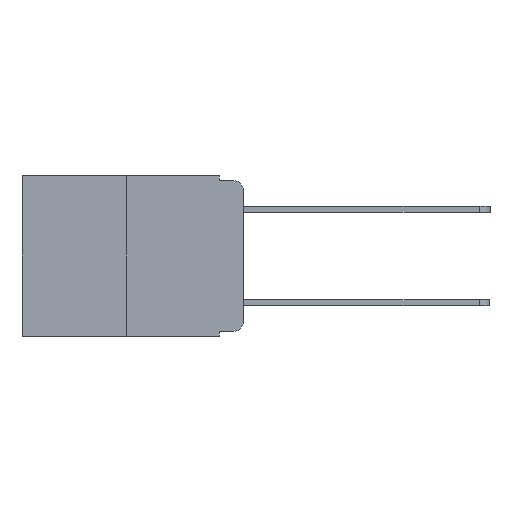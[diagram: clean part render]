
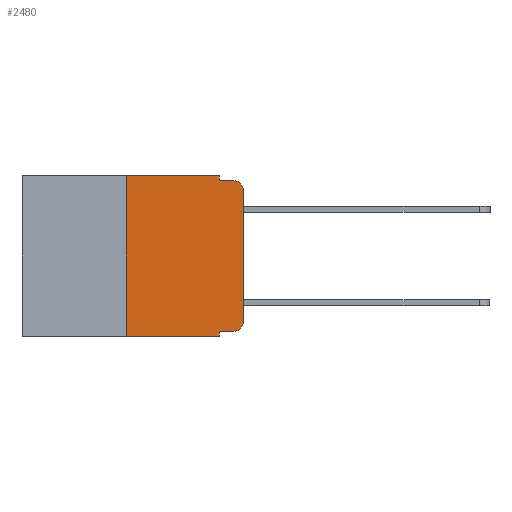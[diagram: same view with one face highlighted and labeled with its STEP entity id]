
A CAD part, left-side view. The second image highlights one B-rep face of the part: STEP entity #2480.
In plain terms, the highlighted planar face has unit normal (-1, 0, 0).
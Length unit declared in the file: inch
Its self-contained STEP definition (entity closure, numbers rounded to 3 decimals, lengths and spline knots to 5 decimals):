
#87 = ORIENTED_EDGE ( 'NONE', *, *, #14860, .T. ) ;
#428 = EDGE_CURVE ( 'NONE', #11021, #794, #13423, .T. ) ;
#731 = PLANE ( 'NONE',  #7584 ) ;
#770 = VECTOR ( 'NONE', #2063, 39.37008 ) ;
#794 = VERTEX_POINT ( 'NONE', #16429 ) ;
#1058 = VECTOR ( 'NONE', #8632, 39.37008 ) ;
#1282 = VERTEX_POINT ( 'NONE', #1588 ) ;
#1554 = CARTESIAN_POINT ( 'NONE',  ( 0., 0.473, 0. ) ) ;
#1588 = CARTESIAN_POINT ( 'NONE',  ( 0., 0.051, 0. ) ) ;
#1940 = VERTEX_POINT ( 'NONE', #1983 ) ;
#1983 = CARTESIAN_POINT ( 'NONE',  ( 0., 0.051, -0.01 ) ) ;
#1987 = CARTESIAN_POINT ( 'NONE',  ( 0., 0.051, 0. ) ) ;
#2017 = CARTESIAN_POINT ( 'NONE',  ( 0., 0.02, -0.313 ) ) ;
#2063 = DIRECTION ( 'NONE',  ( 0., 0., -1. ) ) ;
#2099 = DIRECTION ( 'NONE',  ( 0., -1., 0. ) ) ;
#2137 = DIRECTION ( 'NONE',  ( 0., 0., -1. ) ) ;
#2170 = CARTESIAN_POINT ( 'NONE',  ( 0., 0.051, -0.343 ) ) ;
#2326 = FACE_OUTER_BOUND ( 'NONE', #11024, .T. ) ;
#2480 = ADVANCED_FACE ( 'NONE', ( #2326 ), #731, .F. ) ;
#2513 = VERTEX_POINT ( 'NONE', #7198 ) ;
#2682 = VERTEX_POINT ( 'NONE', #2170 ) ;
#2802 = VERTEX_POINT ( 'NONE', #13374 ) ;
#3419 = ORIENTED_EDGE ( 'NONE', *, *, #428, .T. ) ;
#3695 = ORIENTED_EDGE ( 'NONE', *, *, #12009, .T. ) ;
#3724 = DIRECTION ( 'NONE',  ( 0., 0., -1. ) ) ;
#4148 = VECTOR ( 'NONE', #2099, 39.37008 ) ;
#5313 = CARTESIAN_POINT ( 'NONE',  ( 0., 0.051, -0.01 ) ) ;
#5845 = VECTOR ( 'NONE', #8125, 39.37008 ) ;
#6106 = ORIENTED_EDGE ( 'NONE', *, *, #19928, .T. ) ;
#6736 = ORIENTED_EDGE ( 'NONE', *, *, #15891, .F. ) ;
#6982 = VECTOR ( 'NONE', #16878, 39.37008 ) ;
#7198 = CARTESIAN_POINT ( 'NONE',  ( 0., 0.25, 0. ) ) ;
#7209 = VERTEX_POINT ( 'NONE', #19184 ) ;
#7425 = DIRECTION ( 'NONE',  ( 0., 0., -1. ) ) ;
#7453 = LINE ( 'NONE', #7874, #19311 ) ;
#7512 = LINE ( 'NONE', #13801, #6982 ) ;
#7584 = AXIS2_PLACEMENT_3D ( 'NONE', #8805, #8783, #2137 ) ;
#7874 = CARTESIAN_POINT ( 'NONE',  ( 0., 0.25, 0. ) ) ;
#8125 = DIRECTION ( 'NONE',  ( 0., -1., 0. ) ) ;
#8568 = CARTESIAN_POINT ( 'NONE',  ( 0., 0., -0.313 ) ) ;
#8612 = ORIENTED_EDGE ( 'NONE', *, *, #12812, .T. ) ;
#8632 = DIRECTION ( 'NONE',  ( 0., 0., 1. ) ) ;
#8684 = ORIENTED_EDGE ( 'NONE', *, *, #18930, .F. ) ;
#8783 = DIRECTION ( 'NONE',  ( 1., 0., 0. ) ) ;
#8805 = CARTESIAN_POINT ( 'NONE',  ( 0., 0.473, 0. ) ) ;
#8806 = CARTESIAN_POINT ( 'NONE',  ( 0., 0.02, -0.01 ) ) ;
#9498 = LINE ( 'NONE', #1987, #770 ) ;
#9721 = CARTESIAN_POINT ( 'NONE',  ( 0., 0.02, -0.03 ) ) ;
#9751 = DIRECTION ( 'NONE',  ( 0., -1., 0. ) ) ;
#10115 = LINE ( 'NONE', #14368, #5845 ) ;
#10144 = VECTOR ( 'NONE', #7425, 39.37008 ) ;
#10904 = VERTEX_POINT ( 'NONE', #13048 ) ;
#11021 = VERTEX_POINT ( 'NONE', #8568 ) ;
#11024 = EDGE_LOOP ( 'NONE', ( #3419, #6106, #8684, #11594, #13708, #14584, #3695, #6736, #87, #8612 ) ) ;
#11280 = DIRECTION ( 'NONE',  ( 0., 0., -1. ) ) ;
#11509 = VECTOR ( 'NONE', #9751, 39.37008 ) ;
#11594 = ORIENTED_EDGE ( 'NONE', *, *, #17928, .F. ) ;
#12009 = EDGE_CURVE ( 'NONE', #7209, #2682, #10115, .T. ) ;
#12038 = CIRCLE ( 'NONE', #16464, 0.02 ) ;
#12812 = EDGE_CURVE ( 'NONE', #10904, #11021, #12038, .T. ) ;
#12842 = CIRCLE ( 'NONE', #20192, 0.02 ) ;
#13048 = CARTESIAN_POINT ( 'NONE',  ( 0., 0.02, -0.333 ) ) ;
#13254 = DIRECTION ( 'NONE',  ( -1., 0., 0. ) ) ;
#13332 = EDGE_CURVE ( 'NONE', #2513, #1282, #19652, .T. ) ;
#13374 = CARTESIAN_POINT ( 'NONE',  ( 0., 0.051, -0.333 ) ) ;
#13423 = LINE ( 'NONE', #15712, #1058 ) ;
#13708 = ORIENTED_EDGE ( 'NONE', *, *, #13332, .F. ) ;
#13801 = CARTESIAN_POINT ( 'NONE',  ( 0., 0.051, -0.333 ) ) ;
#14368 = CARTESIAN_POINT ( 'NONE',  ( 0., 0.473, -0.343 ) ) ;
#14584 = ORIENTED_EDGE ( 'NONE', *, *, #16923, .F. ) ;
#14710 = VERTEX_POINT ( 'NONE', #8806 ) ;
#14860 = EDGE_CURVE ( 'NONE', #2802, #10904, #7512, .T. ) ;
#15712 = CARTESIAN_POINT ( 'NONE',  ( 0., 0., 0. ) ) ;
#15891 = EDGE_CURVE ( 'NONE', #2802, #2682, #9498, .T. ) ;
#16429 = CARTESIAN_POINT ( 'NONE',  ( 0., 0., -0.03 ) ) ;
#16464 = AXIS2_PLACEMENT_3D ( 'NONE', #2017, #13254, #3724 ) ;
#16878 = DIRECTION ( 'NONE',  ( 0., -1., 0. ) ) ;
#16923 = EDGE_CURVE ( 'NONE', #7209, #2513, #7453, .T. ) ;
#17210 = LINE ( 'NONE', #5313, #4148 ) ;
#17212 = DIRECTION ( 'NONE',  ( 0., 0., 1. ) ) ;
#17928 = EDGE_CURVE ( 'NONE', #1282, #1940, #18338, .T. ) ;
#18338 = LINE ( 'NONE', #18347, #10144 ) ;
#18347 = CARTESIAN_POINT ( 'NONE',  ( 0., 0.051, 0. ) ) ;
#18930 = EDGE_CURVE ( 'NONE', #1940, #14710, #17210, .T. ) ;
#19184 = CARTESIAN_POINT ( 'NONE',  ( 0., 0.25, -0.343 ) ) ;
#19311 = VECTOR ( 'NONE', #17212, 39.37008 ) ;
#19652 = LINE ( 'NONE', #1554, #11509 ) ;
#19928 = EDGE_CURVE ( 'NONE', #794, #14710, #12842, .T. ) ;
#20192 = AXIS2_PLACEMENT_3D ( 'NONE', #9721, #20428, #11280 ) ;
#20428 = DIRECTION ( 'NONE',  ( -1., 0., 0. ) ) ;
